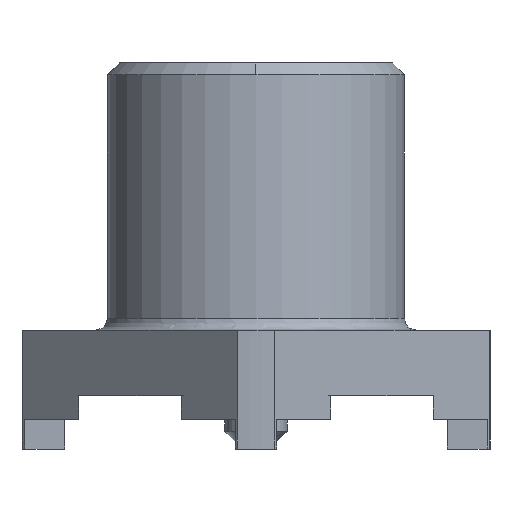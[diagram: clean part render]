
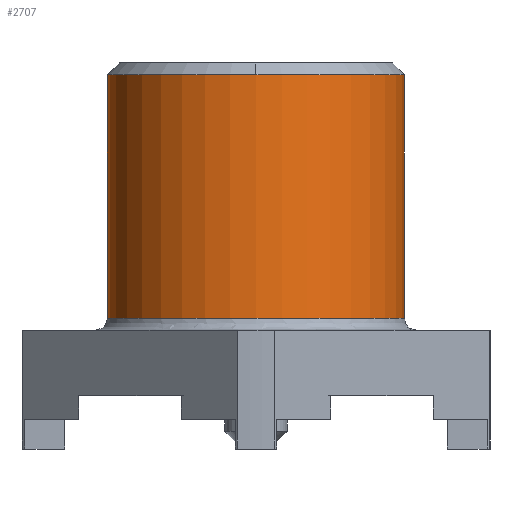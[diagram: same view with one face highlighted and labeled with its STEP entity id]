
A CAD part, front view. The second image highlights one B-rep face of the part: STEP entity #2707.
In plain terms, the highlighted cylindrical face has radius 2.5 mm (diameter 5 mm), a partial arc.
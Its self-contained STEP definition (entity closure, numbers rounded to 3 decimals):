
#733 = DIRECTION ( 'NONE',  ( 0., 0., 1. ) ) ;
#740 = CIRCLE ( 'NONE', #758, 2.5 ) ;
#742 = DIRECTION ( 'NONE',  ( 1., 0., 0. ) ) ;
#743 = DIRECTION ( 'NONE',  ( 0., 0., -1. ) ) ;
#746 = CIRCLE ( 'NONE', #753, 2.5 ) ;
#752 = CARTESIAN_POINT ( 'NONE',  ( 0., 0., -0.2 ) ) ;
#753 = AXIS2_PLACEMENT_3D ( 'NONE', #752, #743, #742 ) ;
#754 = DIRECTION ( 'NONE',  ( 1., 0., 0. ) ) ;
#756 = CARTESIAN_POINT ( 'NONE',  ( 0., 0., -4.3 ) ) ;
#758 = AXIS2_PLACEMENT_3D ( 'NONE', #756, #733, #754 ) ;
#773 = FACE_OUTER_BOUND ( 'NONE', #2732, .T. ) ;
#788 = AXIS2_PLACEMENT_3D ( 'NONE', #826, #821, #806 ) ;
#805 = CYLINDRICAL_SURFACE ( 'NONE', #788, 2.5 ) ;
#806 = DIRECTION ( 'NONE',  ( 1., 0., 0. ) ) ;
#821 = DIRECTION ( 'NONE',  ( 0., 0., 1. ) ) ;
#826 = CARTESIAN_POINT ( 'NONE',  ( 0., 0., 0. ) ) ;
#2069 = VERTEX_POINT ( 'NONE', #3451 ) ;
#2074 = EDGE_CURVE ( 'NONE', #2088, #2077, #3712, .T. ) ;
#2077 = VERTEX_POINT ( 'NONE', #3697 ) ;
#2081 = VERTEX_POINT ( 'NONE', #3696 ) ;
#2088 = VERTEX_POINT ( 'NONE', #3739 ) ;
#2105 = VERTEX_POINT ( 'NONE', #3476 ) ;
#2107 = EDGE_CURVE ( 'NONE', #2081, #2105, #3508, .T. ) ;
#2110 = EDGE_CURVE ( 'NONE', #2069, #2088, #3435, .T. ) ;
#2688 = ORIENTED_EDGE ( 'NONE', *, *, #2692, .T. ) ;
#2690 = ORIENTED_EDGE ( 'NONE', *, *, #2698, .T. ) ;
#2692 = EDGE_CURVE ( 'NONE', #2081, #2069, #740, .T. ) ;
#2694 = ORIENTED_EDGE ( 'NONE', *, *, #2110, .T. ) ;
#2695 = ORIENTED_EDGE ( 'NONE', *, *, #2074, .T. ) ;
#2698 = EDGE_CURVE ( 'NONE', #2077, #2105, #746, .T. ) ;
#2707 = ADVANCED_FACE ( 'NONE', ( #773 ), #805, .T. ) ;
#2720 = ORIENTED_EDGE ( 'NONE', *, *, #2107, .F. ) ;
#2732 = EDGE_LOOP ( 'NONE', ( #2720, #2688, #2694, #2695, #2690 ) ) ;
#3434 = CARTESIAN_POINT ( 'NONE',  ( 2.5, 0., 0. ) ) ;
#3435 = LINE ( 'NONE', #3434, #3522 ) ;
#3451 = CARTESIAN_POINT ( 'NONE',  ( 2.5, 0., -4.3 ) ) ;
#3476 = CARTESIAN_POINT ( 'NONE',  ( -2.5, 0., -0.2 ) ) ;
#3506 = DIRECTION ( 'NONE',  ( 0., 0., 1. ) ) ;
#3508 = LINE ( 'NONE', #3512, #3518 ) ;
#3512 = CARTESIAN_POINT ( 'NONE',  ( -2.5, 0., 0. ) ) ;
#3517 = DIRECTION ( 'NONE',  ( 0., 0., 1. ) ) ;
#3518 = VECTOR ( 'NONE', #3517, 1000. ) ;
#3522 = VECTOR ( 'NONE', #3506, 1000. ) ;
#3696 = CARTESIAN_POINT ( 'NONE',  ( -2.5, 0., -4.3 ) ) ;
#3697 = CARTESIAN_POINT ( 'NONE',  ( 0., -2.5, -0.2 ) ) ;
#3712 = CIRCLE ( 'NONE', #3713, 2.5 ) ;
#3713 = AXIS2_PLACEMENT_3D ( 'NONE', #3730, #3728, #3727 ) ;
#3727 = DIRECTION ( 'NONE',  ( 1., 0., 0. ) ) ;
#3728 = DIRECTION ( 'NONE',  ( 0., 0., -1. ) ) ;
#3730 = CARTESIAN_POINT ( 'NONE',  ( 0., 0., -0.2 ) ) ;
#3739 = CARTESIAN_POINT ( 'NONE',  ( 2.5, 0., -0.2 ) ) ;
